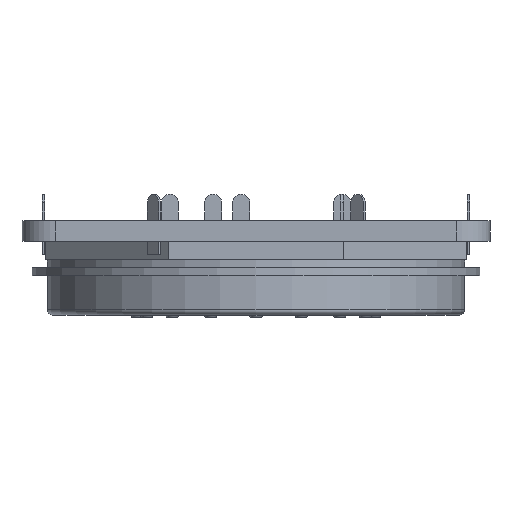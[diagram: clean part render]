
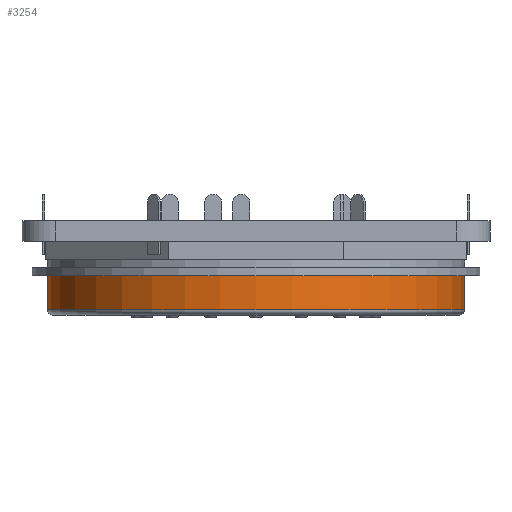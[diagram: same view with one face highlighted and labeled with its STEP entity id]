
A CAD part, front view. The second image highlights one B-rep face of the part: STEP entity #3254.
In plain terms, the highlighted cylindrical face has radius 15.85 mm (diameter 31.7 mm), a full revolution.
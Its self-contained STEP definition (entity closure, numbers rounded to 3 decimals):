
#377=FACE_OUTER_BOUND('',#639,.T.);
#639=EDGE_LOOP('',(#2539,#2540,#2541,#2542,#2543));
#871=LINE('',#5180,#1138);
#1138=VECTOR('',#4131,15.85);
#1416=CIRCLE('',#3569,15.85);
#1417=CIRCLE('',#3570,15.85);
#1419=CIRCLE('',#3573,15.85);
#1606=VERTEX_POINT('',#5172);
#1607=VERTEX_POINT('',#5174);
#1608=VERTEX_POINT('',#5179);
#1951=EDGE_CURVE('',#1606,#1607,#1416,.T.);
#1952=EDGE_CURVE('',#1607,#1606,#1417,.T.);
#1954=EDGE_CURVE('',#1607,#1608,#871,.T.);
#1955=EDGE_CURVE('',#1608,#1608,#1419,.T.);
#2539=ORIENTED_EDGE('',*,*,#1952,.F.);
#2540=ORIENTED_EDGE('',*,*,#1954,.T.);
#2541=ORIENTED_EDGE('',*,*,#1955,.F.);
#2542=ORIENTED_EDGE('',*,*,#1954,.F.);
#2543=ORIENTED_EDGE('',*,*,#1951,.F.);
#3181=CYLINDRICAL_SURFACE('',#3572,15.85);
#3254=ADVANCED_FACE('',(#377),#3181,.T.);
#3569=AXIS2_PLACEMENT_3D('',#5175,#4123,#4124);
#3570=AXIS2_PLACEMENT_3D('',#5176,#4125,#4126);
#3572=AXIS2_PLACEMENT_3D('',#5178,#4129,#4130);
#3573=AXIS2_PLACEMENT_3D('',#5181,#4132,#4133);
#4123=DIRECTION('center_axis',(0.,0.,-1.));
#4124=DIRECTION('ref_axis',(1.,0.,0.));
#4125=DIRECTION('center_axis',(0.,0.,-1.));
#4126=DIRECTION('ref_axis',(1.,0.,0.));
#4129=DIRECTION('center_axis',(0.,0.,-1.));
#4130=DIRECTION('ref_axis',(1.,0.,0.));
#4131=DIRECTION('',(0.,0.,1.));
#4132=DIRECTION('center_axis',(0.,0.,1.));
#4133=DIRECTION('ref_axis',(1.,0.,0.));
#5172=CARTESIAN_POINT('',(15.85,0.,-5.2));
#5174=CARTESIAN_POINT('',(-15.85,0.,-5.2));
#5175=CARTESIAN_POINT('Origin',(0.,0.,-5.2));
#5176=CARTESIAN_POINT('Origin',(0.,0.,-5.2));
#5178=CARTESIAN_POINT('Origin',(0.,0.,-2.6));
#5179=CARTESIAN_POINT('',(-15.85,0.,-2.6));
#5180=CARTESIAN_POINT('',(-15.85,0.,-2.6));
#5181=CARTESIAN_POINT('Origin',(0.,0.,-2.6));
